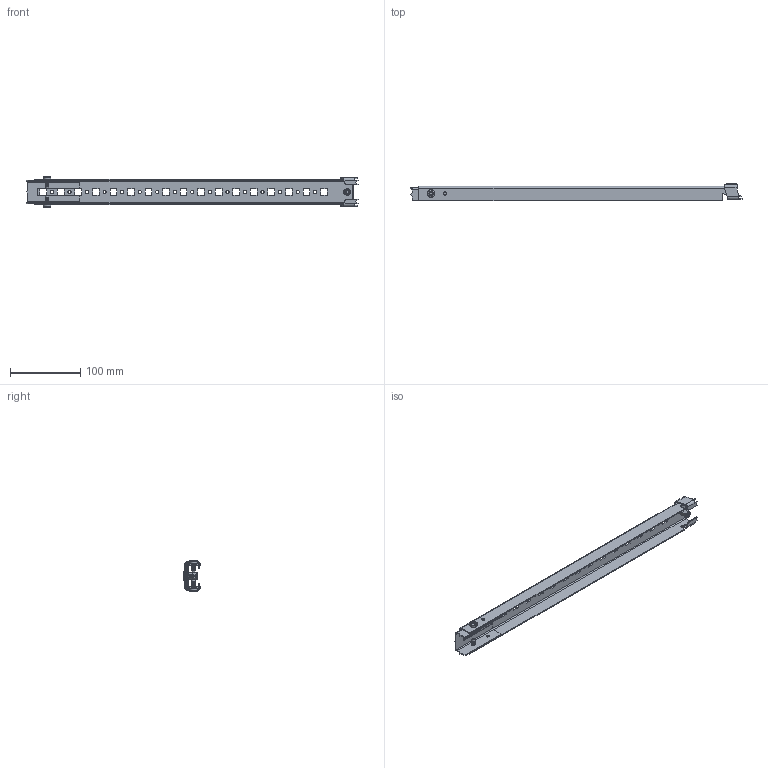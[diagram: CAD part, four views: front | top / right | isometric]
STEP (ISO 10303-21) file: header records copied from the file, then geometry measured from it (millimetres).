
FILE_DESCRIPTION (( 'STEP AP214' ), '1' );
FILE_NAME ('444.500 (騷).STEP', '2025-02-20T09:18:45', ( '' ), ( '' ), 'SwSTEP 2.0', 'SolidWorks 2021', '' );
FILE_SCHEMA (( 'AUTOMOTIVE_DESIGN' ));
Length unit declared in the file: millimetre
Products named in the file (7): 444.501; 444.500 (騷); 444.002; Çàêëåïêà ðåçüáîâàÿ Ì6 øåñòèãðàííàÿ ñ óìåíüøåííûì áîðòîì; Âèíò Ì6õ16 ìåáåëüíûé; Âèíò ñàìîíàðåçíîé Ò25-5,5õ13 TORX.step; 444.003
Assembly tree (7 placements, depth 2):
  444.500 (騷)
    444.501
    444.003
    Çàêëåïêà ðåçüáîâàÿ Ì6 øåñòèãðàííàÿ ñ óìåíüøåííûì áîðòîì
    444.002
    Âèíò Ì6õ16 ìåáåëüíûé
    Âèíò ñàìîíàðåçíîé Ò25-5,5õ13 TORX.step  x2
Bounding box: 473 x 24.22 x 45.57 mm (x, y, z)
Volume: 56650 mm3; surface area: 79407.9 mm2
Topology: 7 solids, 7 shells, 479 faces, 1264 edges, 804 vertices
Faces by surface type: plane 219, cylinder 201, cone 30, bspline 19, torus 6, sphere 4
Entity records: 17284 total; most frequent: CARTESIAN_POINT 6812, ORIENTED_EDGE 2200, DIRECTION 1989, EDGE_CURVE 1100, VERTEX_POINT 699, VECTOR 681, LINE 681, AXIS2_PLACEMENT_3D 654
